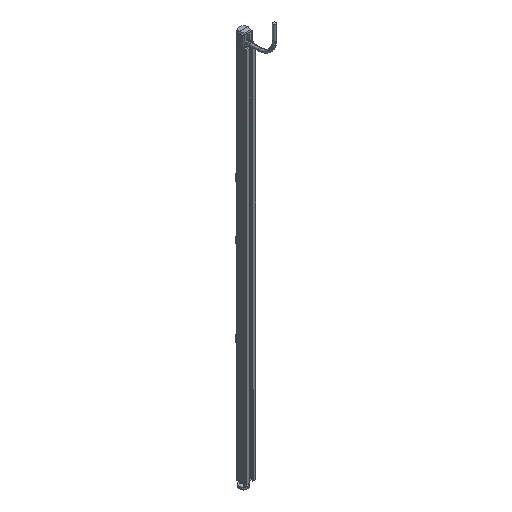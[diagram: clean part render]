
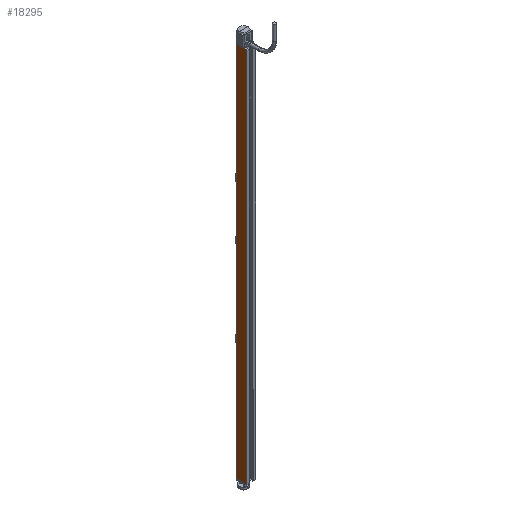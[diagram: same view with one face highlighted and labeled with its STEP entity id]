
A CAD part, isometric view. The second image highlights one B-rep face of the part: STEP entity #18295.
In plain terms, the highlighted planar face has unit normal (-1, 0, 0).
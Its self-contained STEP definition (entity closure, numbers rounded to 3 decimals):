
#1=DIRECTION('',(0.,0.,-1.));
#2=VECTOR('',#1,502.45);
#3=CARTESIAN_POINT('',(-6.,4.973,249.));
#4=LINE('',#3,#2);
#5=DIRECTION('',(0.,-1.,0.));
#6=VECTOR('',#5,13.223);
#7=CARTESIAN_POINT('',(-6.,4.973,-253.45));
#8=LINE('',#7,#6);
#109=DIRECTION('',(0.,0.,1.));
#110=VECTOR('',#109,502.45);
#111=CARTESIAN_POINT('',(-6.,-8.25,-253.45));
#112=LINE('',#111,#110);
#117=DIRECTION('',(0.,-1.,0.));
#118=VECTOR('',#117,13.223);
#119=CARTESIAN_POINT('',(-6.,4.973,249.));
#120=LINE('',#119,#118);
#16588=CARTESIAN_POINT('',(-6.,-8.25,-253.45));
#16589=CARTESIAN_POINT('',(-6.,-8.25,249.));
#16590=VERTEX_POINT('',#16588);
#16591=VERTEX_POINT('',#16589);
#16628=CARTESIAN_POINT('',(-6.,4.973,-253.45));
#16629=VERTEX_POINT('',#16628);
#16632=CARTESIAN_POINT('',(-6.,4.973,249.));
#16633=VERTEX_POINT('',#16632);
#18280=CARTESIAN_POINT('',(-6.,5.317,-253.45));
#18281=DIRECTION('',(-1.,0.,0.));
#18282=DIRECTION('',(0.,-1.,0.));
#18283=AXIS2_PLACEMENT_3D('',#18280,#18281,#18282);
#18284=PLANE('',#18283);
#18286=ORIENTED_EDGE('',*,*,#18285,.F.);
#18288=ORIENTED_EDGE('',*,*,#18287,.F.);
#18290=ORIENTED_EDGE('',*,*,#18289,.T.);
#18292=ORIENTED_EDGE('',*,*,#18291,.F.);
#18293=EDGE_LOOP('',(#18286,#18288,#18290,#18292));
#18294=FACE_OUTER_BOUND('',#18293,.F.);
#18295=ADVANCED_FACE('',(#18294),#18284,.T.);
#18285=EDGE_CURVE('',#16629,#16590,#8,.T.);
#18287=EDGE_CURVE('',#16633,#16629,#4,.T.);
#18289=EDGE_CURVE('',#16633,#16591,#120,.T.);
#18291=EDGE_CURVE('',#16590,#16591,#112,.T.);
